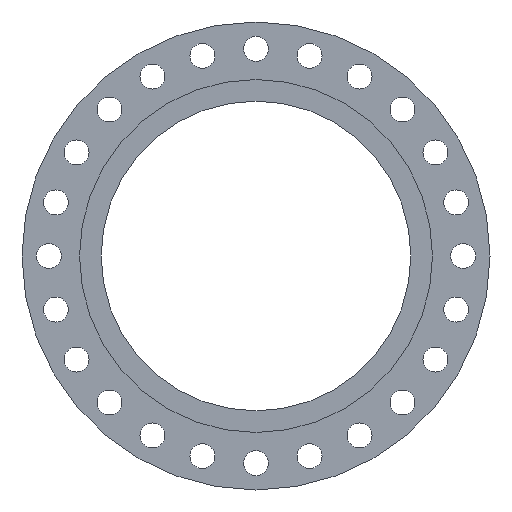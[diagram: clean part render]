
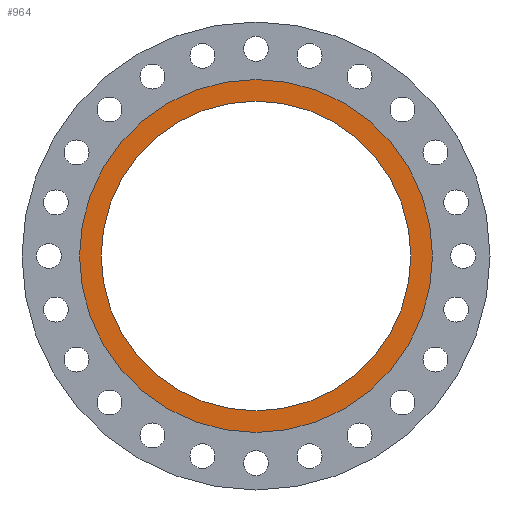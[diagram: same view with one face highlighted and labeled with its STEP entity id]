
A CAD part, left-side view. The second image highlights one B-rep face of the part: STEP entity #964.
In plain terms, the highlighted planar face has unit normal (-1, 0, 0).
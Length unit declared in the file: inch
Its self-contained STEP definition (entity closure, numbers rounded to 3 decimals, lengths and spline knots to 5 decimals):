
#26 = DIRECTION ( 'NONE',  ( -1., 0., 0. ) ) ;
#43 = CIRCLE ( 'NONE', #372, 10.09375 ) ;
#216 = DIRECTION ( 'NONE',  ( -1., 0., 0. ) ) ;
#286 = DIRECTION ( 'NONE',  ( -1., 0., 0. ) ) ;
#300 = DIRECTION ( 'NONE',  ( 0., 0., 1. ) ) ;
#372 = AXIS2_PLACEMENT_3D ( 'NONE', #719, #26, #1915 ) ;
#379 = CARTESIAN_POINT ( 'NONE',  ( -0.14414, 0., 10.09375 ) ) ;
#420 = EDGE_LOOP ( 'NONE', ( #2137, #1369 ) ) ;
#430 = DIRECTION ( 'NONE',  ( 0., 0., 1. ) ) ;
#451 = PLANE ( 'NONE',  #1091 ) ;
#486 = DIRECTION ( 'NONE',  ( -1., 0., 0. ) ) ;
#507 = CARTESIAN_POINT ( 'NONE',  ( -0.14414, 0., 11.5 ) ) ;
#508 = AXIS2_PLACEMENT_3D ( 'NONE', #1533, #286, #300 ) ;
#511 = AXIS2_PLACEMENT_3D ( 'NONE', #1595, #216, #430 ) ;
#527 = EDGE_CURVE ( 'NONE', #1725, #1214, #1917, .T. ) ;
#631 = EDGE_CURVE ( 'NONE', #1214, #1725, #1812, .T. ) ;
#695 = ORIENTED_EDGE ( 'NONE', *, *, #527, .T. ) ;
#719 = CARTESIAN_POINT ( 'NONE',  ( -0.14414, 0., 0. ) ) ;
#827 = EDGE_CURVE ( 'NONE', #1354, #2091, #1742, .T. ) ;
#852 = CARTESIAN_POINT ( 'NONE',  ( -0.14414, 0., -11.5 ) ) ;
#881 = EDGE_LOOP ( 'NONE', ( #695, #1073 ) ) ;
#890 = CARTESIAN_POINT ( 'NONE',  ( -0.14414, 0., 0. ) ) ;
#899 = DIRECTION ( 'NONE',  ( 0., 0., 1. ) ) ;
#964 = ADVANCED_FACE ( 'NONE', ( #2171, #1141 ), #451, .T. ) ;
#1073 = ORIENTED_EDGE ( 'NONE', *, *, #631, .T. ) ;
#1091 = AXIS2_PLACEMENT_3D ( 'NONE', #2035, #486, #1865 ) ;
#1126 = AXIS2_PLACEMENT_3D ( 'NONE', #890, #2234, #899 ) ;
#1141 = FACE_BOUND ( 'NONE', #420, .T. ) ;
#1214 = VERTEX_POINT ( 'NONE', #852 ) ;
#1328 = EDGE_CURVE ( 'NONE', #2091, #1354, #43, .T. ) ;
#1354 = VERTEX_POINT ( 'NONE', #379 ) ;
#1369 = ORIENTED_EDGE ( 'NONE', *, *, #1328, .F. ) ;
#1423 = CARTESIAN_POINT ( 'NONE',  ( -0.14414, 0., -10.09375 ) ) ;
#1533 = CARTESIAN_POINT ( 'NONE',  ( -0.14414, 0., 0. ) ) ;
#1595 = CARTESIAN_POINT ( 'NONE',  ( -0.14414, 0., 0. ) ) ;
#1725 = VERTEX_POINT ( 'NONE', #507 ) ;
#1742 = CIRCLE ( 'NONE', #511, 10.09375 ) ;
#1812 = CIRCLE ( 'NONE', #1126, 11.5 ) ;
#1865 = DIRECTION ( 'NONE',  ( 0., 0., 1. ) ) ;
#1915 = DIRECTION ( 'NONE',  ( 0., 0., 1. ) ) ;
#1917 = CIRCLE ( 'NONE', #508, 11.5 ) ;
#2035 = CARTESIAN_POINT ( 'NONE',  ( -0.14414, 0., 0. ) ) ;
#2091 = VERTEX_POINT ( 'NONE', #1423 ) ;
#2137 = ORIENTED_EDGE ( 'NONE', *, *, #827, .F. ) ;
#2171 = FACE_OUTER_BOUND ( 'NONE', #881, .T. ) ;
#2234 = DIRECTION ( 'NONE',  ( -1., 0., 0. ) ) ;
